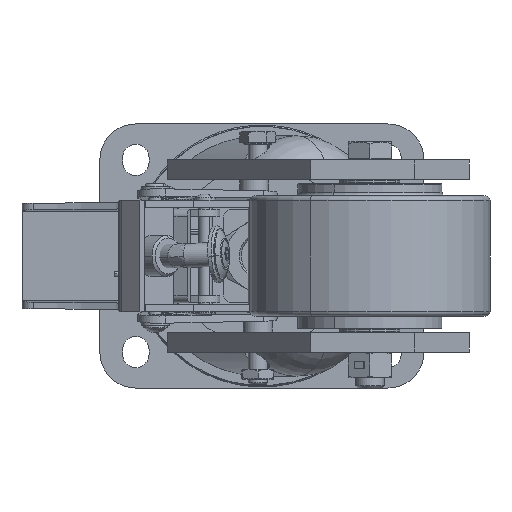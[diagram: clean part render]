
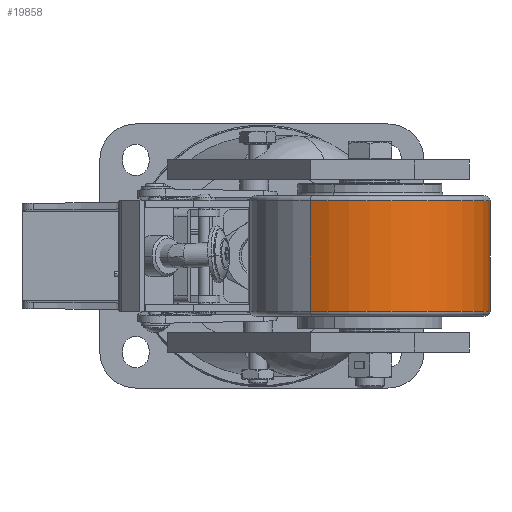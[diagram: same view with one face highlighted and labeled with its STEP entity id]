
A CAD part, front view. The second image highlights one B-rep face of the part: STEP entity #19858.
In plain terms, the highlighted cylindrical face has radius 50 mm (diameter 100 mm), a partial arc.
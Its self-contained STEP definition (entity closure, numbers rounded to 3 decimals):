
#572 = EDGE_CURVE ( 'NONE', #19954, #39775, #44902, .T. ) ;
#1286 = DIRECTION ( 'NONE',  ( 0.499, 0.867, 0. ) ) ;
#4688 = EDGE_CURVE ( 'NONE', #55397, #19074, #12428, .T. ) ;
#5200 = EDGE_CURVE ( 'NONE', #19074, #19954, #54954, .T. ) ;
#5739 = CARTESIAN_POINT ( 'NONE',  ( 100.287, -56.656, 23. ) ) ;
#9977 = DIRECTION ( 'NONE',  ( 0., 0., -1. ) ) ;
#10438 = DIRECTION ( 'NONE',  ( -0.499, -0.867, 0. ) ) ;
#10476 = DIRECTION ( 'NONE',  ( 0., 0., -1. ) ) ;
#10960 = ORIENTED_EDGE ( 'NONE', *, *, #4688, .T. ) ;
#11106 = DIRECTION ( 'NONE',  ( 0.499, 0.867, 0. ) ) ;
#12428 = CIRCLE ( 'NONE', #19458, 50. ) ;
#12752 = DIRECTION ( 'NONE',  ( 0., 0., -1. ) ) ;
#16011 = DIRECTION ( 'NONE',  ( 0., 0., 1. ) ) ;
#17900 = CYLINDRICAL_SURFACE ( 'NONE', #32270, 50. ) ;
#18208 = ORIENTED_EDGE ( 'NONE', *, *, #572, .T. ) ;
#19074 = VERTEX_POINT ( 'NONE', #40905 ) ;
#19458 = AXIS2_PLACEMENT_3D ( 'NONE', #33636, #62871, #10438 ) ;
#19858 = ADVANCED_FACE ( 'NONE', ( #35385 ), #17900, .T. ) ;
#19954 = VERTEX_POINT ( 'NONE', #36824 ) ;
#22025 = CARTESIAN_POINT ( 'NONE',  ( 100.287, -56.656, -23. ) ) ;
#26780 = LINE ( 'NONE', #41835, #52687 ) ;
#29034 = VECTOR ( 'NONE', #9977, 1000. ) ;
#30476 = CARTESIAN_POINT ( 'NONE',  ( 75.362, -100., 0. ) ) ;
#32270 = AXIS2_PLACEMENT_3D ( 'NONE', #30476, #10476, #1286 ) ;
#33636 = CARTESIAN_POINT ( 'NONE',  ( 75.362, -100., 23. ) ) ;
#35385 = FACE_OUTER_BOUND ( 'NONE', #45841, .T. ) ;
#36824 = CARTESIAN_POINT ( 'NONE',  ( 50.436, -143.344, -23. ) ) ;
#39775 = VERTEX_POINT ( 'NONE', #22025 ) ;
#40905 = CARTESIAN_POINT ( 'NONE',  ( 50.436, -143.344, 23. ) ) ;
#41835 = CARTESIAN_POINT ( 'NONE',  ( 100.287, -56.656, 0. ) ) ;
#43974 = CARTESIAN_POINT ( 'NONE',  ( 50.436, -143.344, 0. ) ) ;
#44902 = CIRCLE ( 'NONE', #52150, 50. ) ;
#45841 = EDGE_LOOP ( 'NONE', ( #10960, #63155, #18208, #48288 ) ) ;
#48288 = ORIENTED_EDGE ( 'NONE', *, *, #51094, .F. ) ;
#50045 = CARTESIAN_POINT ( 'NONE',  ( 75.362, -100., -23. ) ) ;
#51094 = EDGE_CURVE ( 'NONE', #55397, #39775, #26780, .T. ) ;
#52150 = AXIS2_PLACEMENT_3D ( 'NONE', #50045, #16011, #11106 ) ;
#52687 = VECTOR ( 'NONE', #12752, 1000. ) ;
#54954 = LINE ( 'NONE', #43974, #29034 ) ;
#55397 = VERTEX_POINT ( 'NONE', #5739 ) ;
#62871 = DIRECTION ( 'NONE',  ( 0., 0., -1. ) ) ;
#63155 = ORIENTED_EDGE ( 'NONE', *, *, #5200, .T. ) ;
